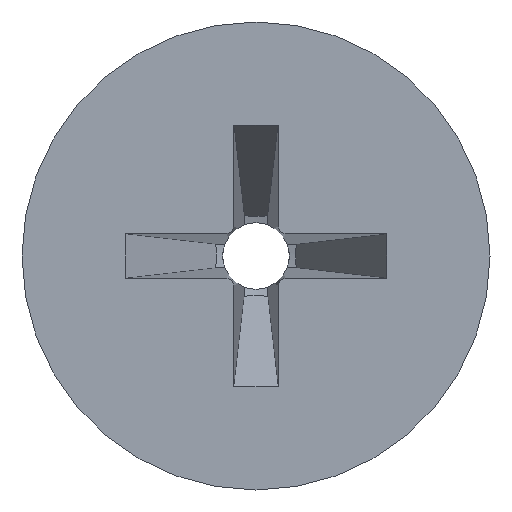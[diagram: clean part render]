
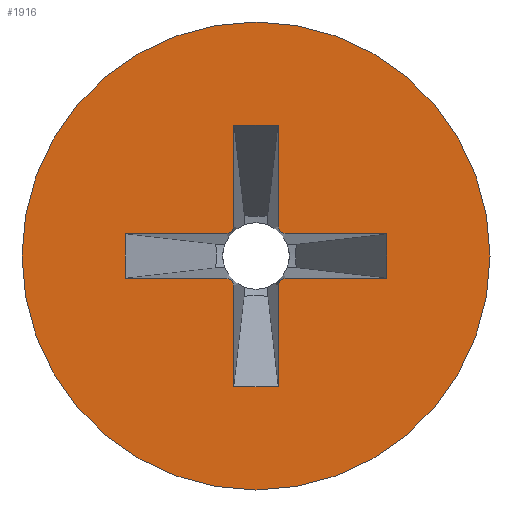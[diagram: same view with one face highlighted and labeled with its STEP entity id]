
A CAD part, left-side view. The second image highlights one B-rep face of the part: STEP entity #1916.
In plain terms, the highlighted planar face has unit normal (-1, 0, 0).
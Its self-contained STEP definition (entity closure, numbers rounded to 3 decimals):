
#115=CARTESIAN_POINT('',(0.,0.,0.));
#116=DIRECTION('',(-1.,0.,0.));
#117=DIRECTION('',(0.,1.,0.));
#118=AXIS2_PLACEMENT_3D('',#115,#116,#117);
#120=CARTESIAN_POINT('',(0.,0.,0.));
#121=DIRECTION('',(1.,0.,0.));
#122=DIRECTION('',(0.,1.,0.));
#123=AXIS2_PLACEMENT_3D('',#120,#121,#122);
#125=DIRECTION('',(0.,0.423,-0.906));
#126=VECTOR('',#125,0.102);
#127=CARTESIAN_POINT('',(0.,-0.486,-0.486));
#128=LINE('',#127,#126);
#129=DIRECTION('',(0.,0.906,-0.423));
#130=VECTOR('',#129,0.102);
#131=CARTESIAN_POINT('',(0.,-0.578,-0.443));
#132=LINE('',#131,#130);
#133=DIRECTION('',(0.,1.,0.));
#134=VECTOR('',#133,2.022);
#135=CARTESIAN_POINT('',(0.,-2.6,-0.443));
#136=LINE('',#135,#134);
#137=DIRECTION('',(0.,0.,-1.));
#138=VECTOR('',#137,0.885);
#139=CARTESIAN_POINT('',(0.,-2.6,0.443));
#140=LINE('',#139,#138);
#141=DIRECTION('',(0.,1.,0.));
#142=VECTOR('',#141,2.022);
#143=CARTESIAN_POINT('',(0.,-2.6,0.443));
#144=LINE('',#143,#142);
#145=DIRECTION('',(0.,0.906,0.423));
#146=VECTOR('',#145,0.102);
#147=CARTESIAN_POINT('',(0.,-0.578,0.443));
#148=LINE('',#147,#146);
#149=DIRECTION('',(0.,-0.423,-0.906));
#150=VECTOR('',#149,0.102);
#151=CARTESIAN_POINT('',(0.,-0.443,0.578));
#152=LINE('',#151,#150);
#153=DIRECTION('',(0.,0.,-1.));
#154=VECTOR('',#153,2.022);
#155=CARTESIAN_POINT('',(0.,-0.443,2.6));
#156=LINE('',#155,#154);
#157=DIRECTION('',(0.,1.,0.));
#158=VECTOR('',#157,0.885);
#159=CARTESIAN_POINT('',(0.,-0.443,2.6));
#160=LINE('',#159,#158);
#161=DIRECTION('',(0.,0.,-1.));
#162=VECTOR('',#161,2.022);
#163=CARTESIAN_POINT('',(0.,0.443,2.6));
#164=LINE('',#163,#162);
#165=DIRECTION('',(0.,0.423,-0.906));
#166=VECTOR('',#165,0.102);
#167=CARTESIAN_POINT('',(0.,0.443,0.578));
#168=LINE('',#167,#166);
#169=DIRECTION('',(0.,0.906,-0.423));
#170=VECTOR('',#169,0.102);
#171=CARTESIAN_POINT('',(0.,0.486,0.486));
#172=LINE('',#171,#170);
#173=DIRECTION('',(0.,1.,0.));
#174=VECTOR('',#173,2.022);
#175=CARTESIAN_POINT('',(0.,0.578,0.443));
#176=LINE('',#175,#174);
#177=DIRECTION('',(0.,0.,-1.));
#178=VECTOR('',#177,0.885);
#179=CARTESIAN_POINT('',(0.,2.6,0.443));
#180=LINE('',#179,#178);
#181=DIRECTION('',(0.,1.,0.));
#182=VECTOR('',#181,2.022);
#183=CARTESIAN_POINT('',(0.,0.578,-0.443));
#184=LINE('',#183,#182);
#185=DIRECTION('',(0.,0.906,0.423));
#186=VECTOR('',#185,0.102);
#187=CARTESIAN_POINT('',(0.,0.486,-0.486));
#188=LINE('',#187,#186);
#189=DIRECTION('',(0.,-0.423,-0.906));
#190=VECTOR('',#189,0.102);
#191=CARTESIAN_POINT('',(0.,0.486,-0.486));
#192=LINE('',#191,#190);
#193=DIRECTION('',(0.,0.,-1.));
#194=VECTOR('',#193,2.022);
#195=CARTESIAN_POINT('',(0.,0.443,-0.578));
#196=LINE('',#195,#194);
#197=DIRECTION('',(0.,1.,0.));
#198=VECTOR('',#197,0.885);
#199=CARTESIAN_POINT('',(0.,-0.443,-2.6));
#200=LINE('',#199,#198);
#201=DIRECTION('',(0.,0.,-1.));
#202=VECTOR('',#201,2.022);
#203=CARTESIAN_POINT('',(0.,-0.443,-0.578));
#204=LINE('',#203,#202);
#1747=CARTESIAN_POINT('',(0.,4.65,0.));
#1749=VERTEX_POINT('',#1747);
#1751=CARTESIAN_POINT('',(0.,-4.65,0.));
#1753=VERTEX_POINT('',#1751);
#1791=CARTESIAN_POINT('',(0.,-0.486,-0.486));
#1792=CARTESIAN_POINT('',(0.,-0.443,-0.578));
#1793=VERTEX_POINT('',#1791);
#1794=VERTEX_POINT('',#1792);
#1795=CARTESIAN_POINT('',(0.,-0.578,-0.443));
#1796=VERTEX_POINT('',#1795);
#1797=CARTESIAN_POINT('',(0.,-2.6,-0.443));
#1798=VERTEX_POINT('',#1797);
#1799=CARTESIAN_POINT('',(0.,-2.6,0.443));
#1800=VERTEX_POINT('',#1799);
#1801=CARTESIAN_POINT('',(0.,-0.578,0.443));
#1802=VERTEX_POINT('',#1801);
#1803=CARTESIAN_POINT('',(0.,-0.486,0.486));
#1804=VERTEX_POINT('',#1803);
#1805=CARTESIAN_POINT('',(0.,-0.443,0.578));
#1806=VERTEX_POINT('',#1805);
#1807=CARTESIAN_POINT('',(0.,-0.443,2.6));
#1808=VERTEX_POINT('',#1807);
#1809=CARTESIAN_POINT('',(0.,0.443,2.6));
#1810=VERTEX_POINT('',#1809);
#1811=CARTESIAN_POINT('',(0.,0.443,0.578));
#1812=VERTEX_POINT('',#1811);
#1813=CARTESIAN_POINT('',(0.,0.486,0.486));
#1814=VERTEX_POINT('',#1813);
#1815=CARTESIAN_POINT('',(0.,0.578,0.443));
#1816=VERTEX_POINT('',#1815);
#1817=CARTESIAN_POINT('',(0.,2.6,0.443));
#1818=VERTEX_POINT('',#1817);
#1819=CARTESIAN_POINT('',(0.,2.6,-0.443));
#1820=VERTEX_POINT('',#1819);
#1821=CARTESIAN_POINT('',(0.,0.578,-0.443));
#1822=VERTEX_POINT('',#1821);
#1823=CARTESIAN_POINT('',(0.,0.486,-0.486));
#1824=VERTEX_POINT('',#1823);
#1825=CARTESIAN_POINT('',(0.,0.443,-0.578));
#1826=VERTEX_POINT('',#1825);
#1827=CARTESIAN_POINT('',(0.,0.443,-2.6));
#1828=VERTEX_POINT('',#1827);
#1829=CARTESIAN_POINT('',(0.,-0.443,-2.6));
#1830=VERTEX_POINT('',#1829);
#1863=CARTESIAN_POINT('',(0.,0.,0.));
#1864=DIRECTION('',(1.,0.,0.));
#1865=DIRECTION('',(0.,-1.,0.));
#1866=AXIS2_PLACEMENT_3D('',#1863,#1864,#1865);
#1867=PLANE('',#1866);
#1869=ORIENTED_EDGE('',*,*,#1868,.F.);
#1871=ORIENTED_EDGE('',*,*,#1870,.T.);
#1872=EDGE_LOOP('',(#1869,#1871));
#1873=FACE_OUTER_BOUND('',#1872,.F.);
#1875=ORIENTED_EDGE('',*,*,#1874,.F.);
#1877=ORIENTED_EDGE('',*,*,#1876,.F.);
#1879=ORIENTED_EDGE('',*,*,#1878,.F.);
#1881=ORIENTED_EDGE('',*,*,#1880,.F.);
#1883=ORIENTED_EDGE('',*,*,#1882,.T.);
#1885=ORIENTED_EDGE('',*,*,#1884,.T.);
#1887=ORIENTED_EDGE('',*,*,#1886,.F.);
#1889=ORIENTED_EDGE('',*,*,#1888,.F.);
#1891=ORIENTED_EDGE('',*,*,#1890,.T.);
#1893=ORIENTED_EDGE('',*,*,#1892,.T.);
#1895=ORIENTED_EDGE('',*,*,#1894,.T.);
#1897=ORIENTED_EDGE('',*,*,#1896,.T.);
#1899=ORIENTED_EDGE('',*,*,#1898,.T.);
#1901=ORIENTED_EDGE('',*,*,#1900,.T.);
#1903=ORIENTED_EDGE('',*,*,#1902,.F.);
#1905=ORIENTED_EDGE('',*,*,#1904,.F.);
#1907=ORIENTED_EDGE('',*,*,#1906,.T.);
#1909=ORIENTED_EDGE('',*,*,#1908,.T.);
#1911=ORIENTED_EDGE('',*,*,#1910,.F.);
#1913=ORIENTED_EDGE('',*,*,#1912,.F.);
#1914=EDGE_LOOP('',(#1875,#1877,#1879,#1881,#1883,#1885,#1887,#1889,#1891,#1893,
#1895,#1897,#1899,#1901,#1903,#1905,#1907,#1909,#1911,#1913));
#1915=FACE_BOUND('',#1914,.F.);
#119=CIRCLE('',#118,4.65);
#124=CIRCLE('',#123,4.65);
#1868=EDGE_CURVE('',#1749,#1753,#119,.T.);
#1870=EDGE_CURVE('',#1749,#1753,#124,.T.);
#1874=EDGE_CURVE('',#1793,#1794,#128,.T.);
#1876=EDGE_CURVE('',#1796,#1793,#132,.T.);
#1878=EDGE_CURVE('',#1798,#1796,#136,.T.);
#1880=EDGE_CURVE('',#1800,#1798,#140,.T.);
#1882=EDGE_CURVE('',#1800,#1802,#144,.T.);
#1884=EDGE_CURVE('',#1802,#1804,#148,.T.);
#1886=EDGE_CURVE('',#1806,#1804,#152,.T.);
#1888=EDGE_CURVE('',#1808,#1806,#156,.T.);
#1890=EDGE_CURVE('',#1808,#1810,#160,.T.);
#1892=EDGE_CURVE('',#1810,#1812,#164,.T.);
#1894=EDGE_CURVE('',#1812,#1814,#168,.T.);
#1896=EDGE_CURVE('',#1814,#1816,#172,.T.);
#1898=EDGE_CURVE('',#1816,#1818,#176,.T.);
#1900=EDGE_CURVE('',#1818,#1820,#180,.T.);
#1902=EDGE_CURVE('',#1822,#1820,#184,.T.);
#1904=EDGE_CURVE('',#1824,#1822,#188,.T.);
#1906=EDGE_CURVE('',#1824,#1826,#192,.T.);
#1908=EDGE_CURVE('',#1826,#1828,#196,.T.);
#1910=EDGE_CURVE('',#1830,#1828,#200,.T.);
#1912=EDGE_CURVE('',#1794,#1830,#204,.T.);
#1916=ADVANCED_FACE('',(#1873,#1915),#1867,.F.);
